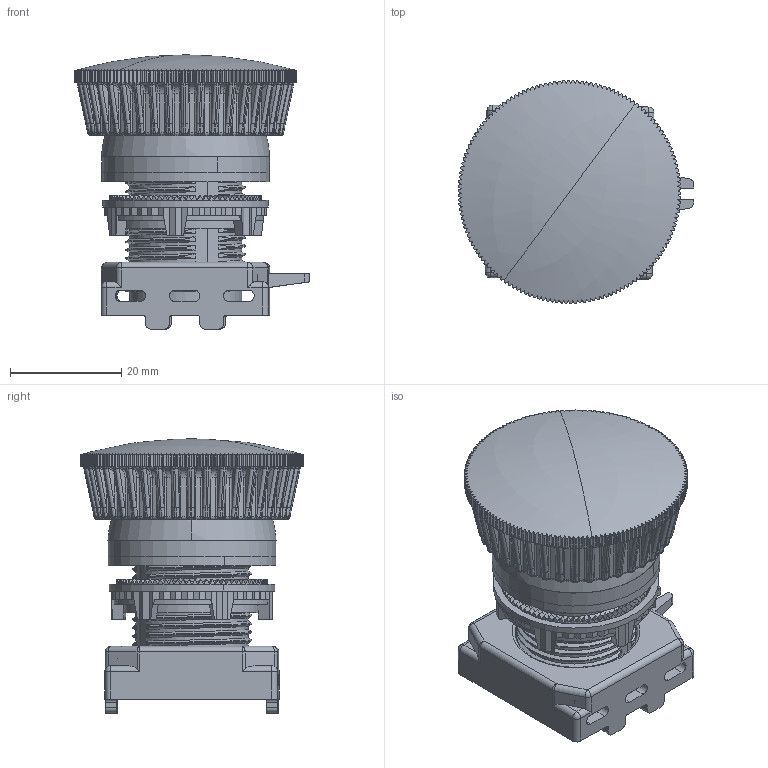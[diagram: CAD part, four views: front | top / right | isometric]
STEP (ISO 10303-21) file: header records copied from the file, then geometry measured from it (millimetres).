
FILE_DESCRIPTION((''),'2;1');
FILE_NAME('SINGLE_STATION_STOP__004771447_ASM','2023-10-06T14:19:23',('klemen.sitar'),('Audax d.o.o.'),'CREO PARAMETRIC BY PTC INC, 2021304','CREO PARAMETRIC BY PTC INC, 2021304','');
FILE_SCHEMA(('AP242_MANAGED_MODEL_BASED_3D_ENGINEERING_MIM_LF { 1 0 10303 442 1 1 4 }'));
Products named in the file (11): HB400035_COMPRESSION_SPRING; HB122002_LOCKING_NUT; MUSHROOM_HEAD_PUSH_TURN; MUSHROOM_HEAD_PUSH_TURN_12_10_1; HB100134_LENS_FOR_MUSH_HEAD_PUS; HB192003_COLLAR; HB153005_GROMMET_NEW_MUSHROOM_H; HB152008_SEALING_RING; EMNRMH1_GENX_MUSHROOM_HEAD_PT_M_ASM; BASE; SINGLE_STATION_STOP__004771447_ASM
Assembly tree (10 placements, depth 3):
  SINGLE_STATION_STOP__004771447_ASM
    EMNRMH1_GENX_MUSHROOM_HEAD_PT_M_ASM
      HB400035_COMPRESSION_SPRING
      HB122002_LOCKING_NUT
      MUSHROOM_HEAD_PUSH_TURN
      MUSHROOM_HEAD_PUSH_TURN_12_10_1
      HB100134_LENS_FOR_MUSH_HEAD_PUS
      HB192003_COLLAR
      HB153005_GROMMET_NEW_MUSHROOM_H
      HB152008_SEALING_RING
    BASE
Bounding box: 42.32 x 40 x 49.3 mm (x, y, z)
Volume: 17722.2 mm3; surface area: 23758.7 mm2
Topology: 9 solids, 9 shells, 2345 faces, 6383 edges, 4016 vertices
Faces by surface type: plane 954, cylinder 630, bspline 350, torus 229, sphere 100, cone 82
Entity records: 146108 total; most frequent: CARTESIAN_POINT 53834, ORIENTED_EDGE 12566, DIRECTION 10748, PRESENTATION_STYLE_ASSIGNMENT 8651, STYLED_ITEM 8651, CURVE_STYLE 6297, EDGE_CURVE 6283, AXIS2_PLACEMENT_3D 4273
